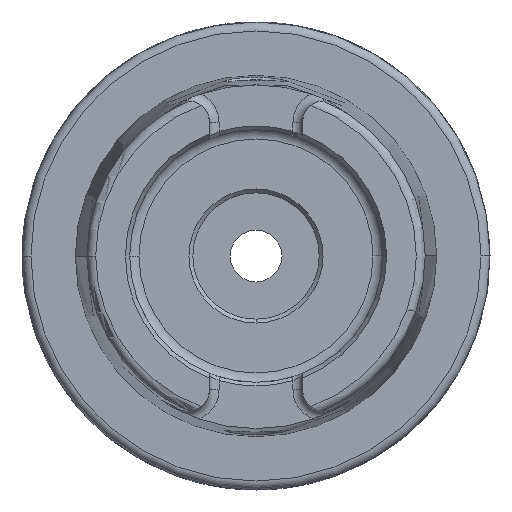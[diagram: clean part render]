
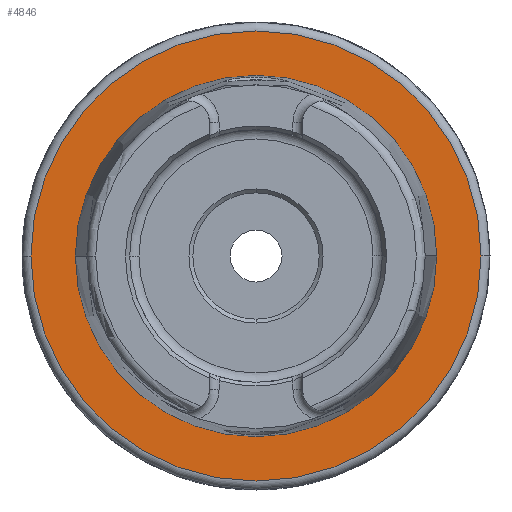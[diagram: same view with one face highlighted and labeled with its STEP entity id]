
A CAD part, left-side view. The second image highlights one B-rep face of the part: STEP entity #4846.
In plain terms, the highlighted planar face has unit normal (-1, 0, 0).
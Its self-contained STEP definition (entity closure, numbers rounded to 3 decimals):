
#85 = VERTEX_POINT ( 'NONE', #1408 ) ;
#308 = CARTESIAN_POINT ( 'NONE',  ( 0., 0., 0. ) ) ;
#481 = CIRCLE ( 'NONE', #6296, 24.321 ) ;
#517 = ORIENTED_EDGE ( 'NONE', *, *, #3667, .T. ) ;
#622 = VERTEX_POINT ( 'NONE', #4837 ) ;
#797 = CIRCLE ( 'NONE', #2055, 24.321 ) ;
#840 = DIRECTION ( 'NONE',  ( 0., 1., 0. ) ) ;
#972 = CARTESIAN_POINT ( 'NONE',  ( 0., 0., 0. ) ) ;
#1053 = CIRCLE ( 'NONE', #6195, 30.3 ) ;
#1084 = VERTEX_POINT ( 'NONE', #4553 ) ;
#1408 = CARTESIAN_POINT ( 'NONE',  ( 0., 30.3, 0. ) ) ;
#1506 = DIRECTION ( 'NONE',  ( 0., 1., 0. ) ) ;
#1643 = CARTESIAN_POINT ( 'NONE',  ( 0., 0., 0. ) ) ;
#1675 = AXIS2_PLACEMENT_3D ( 'NONE', #4060, #5087, #1989 ) ;
#1939 = EDGE_CURVE ( 'NONE', #1084, #85, #3169, .T. ) ;
#1989 = DIRECTION ( 'NONE',  ( 0., -1., 0. ) ) ;
#2055 = AXIS2_PLACEMENT_3D ( 'NONE', #972, #4595, #1506 ) ;
#2351 = CARTESIAN_POINT ( 'NONE',  ( 0., 0., 0. ) ) ;
#2502 = PLANE ( 'NONE',  #1675 ) ;
#2873 = DIRECTION ( 'NONE',  ( 0., 1., 0. ) ) ;
#2933 = DIRECTION ( 'NONE',  ( 0., 1., 0. ) ) ;
#3169 = CIRCLE ( 'NONE', #4471, 30.3 ) ;
#3667 = EDGE_CURVE ( 'NONE', #622, #6608, #797, .T. ) ;
#3954 = DIRECTION ( 'NONE',  ( 1., 0., 0. ) ) ;
#4060 = CARTESIAN_POINT ( 'NONE',  ( 0., 24.321, 0. ) ) ;
#4449 = EDGE_LOOP ( 'NONE', ( #6578, #4818 ) ) ;
#4471 = AXIS2_PLACEMENT_3D ( 'NONE', #308, #3954, #840 ) ;
#4517 = EDGE_CURVE ( 'NONE', #6608, #622, #481, .T. ) ;
#4553 = CARTESIAN_POINT ( 'NONE',  ( 0., -30.3, 0. ) ) ;
#4595 = DIRECTION ( 'NONE',  ( 1., 0., 0. ) ) ;
#4818 = ORIENTED_EDGE ( 'NONE', *, *, #1939, .F. ) ;
#4837 = CARTESIAN_POINT ( 'NONE',  ( 0., -24.321, 0. ) ) ;
#4846 = ADVANCED_FACE ( 'NONE', ( #5455, #6302 ), #2502, .T. ) ;
#5039 = EDGE_CURVE ( 'NONE', #85, #1084, #1053, .T. ) ;
#5087 = DIRECTION ( 'NONE',  ( -1., 0., 0. ) ) ;
#5187 = ORIENTED_EDGE ( 'NONE', *, *, #4517, .T. ) ;
#5236 = CARTESIAN_POINT ( 'NONE',  ( 0., 24.321, 0. ) ) ;
#5270 = DIRECTION ( 'NONE',  ( 1., 0., 0. ) ) ;
#5455 = FACE_BOUND ( 'NONE', #6356, .T. ) ;
#5967 = DIRECTION ( 'NONE',  ( 1., 0., 0. ) ) ;
#6195 = AXIS2_PLACEMENT_3D ( 'NONE', #2351, #5967, #2873 ) ;
#6296 = AXIS2_PLACEMENT_3D ( 'NONE', #1643, #5270, #2933 ) ;
#6302 = FACE_OUTER_BOUND ( 'NONE', #4449, .T. ) ;
#6356 = EDGE_LOOP ( 'NONE', ( #5187, #517 ) ) ;
#6578 = ORIENTED_EDGE ( 'NONE', *, *, #5039, .F. ) ;
#6608 = VERTEX_POINT ( 'NONE', #5236 ) ;
